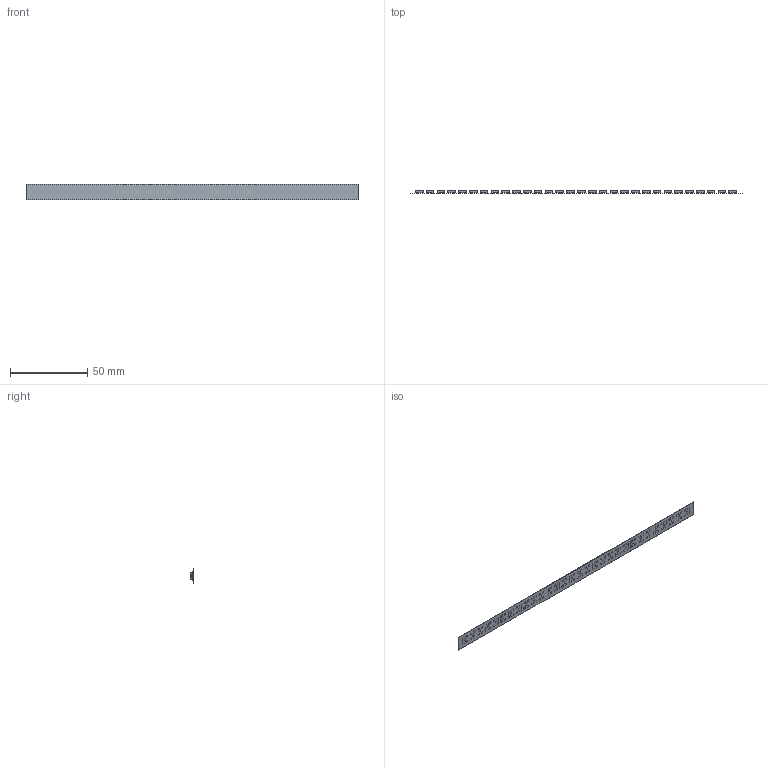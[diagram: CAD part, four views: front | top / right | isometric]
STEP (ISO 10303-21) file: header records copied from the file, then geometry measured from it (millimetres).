
FILE_DESCRIPTION(('FreeCAD Model'),'2;1');
FILE_NAME( 'WS2812x30.step', '2020-10-28T22:07:41',('Anool Mahidharia'),('WyoLum'), 'Open CASCADE STEP processor 7.4','FreeCAD','Unknown');
FILE_SCHEMA(('AUTOMOTIVE_DESIGN { 1 0 10303 214 1 1 1 1 }'));
Length unit declared in the file: millimetre
Products named in the file (4): LED; Body; Array; WS2812_RGB_LED001
Assembly tree (32 placements, depth 3):
  LED
    Body
    Array
      WS2812_RGB_LED001  x30
Bounding box: 215 x 1.9 x 10 mm (x, y, z)
Volume: 1424.1 mm3; surface area: 7035.9 mm2
Topology: 31 solids, 31 shells, 1746 faces, 5292 edges, 3668 vertices
Faces by surface type: plane 1326, cylinder 390, cone 30
Full cylindrical faces by diameter (mm): 1.146 x30
Entity records: 2874 total; most frequent: DIRECTION 426, CARTESIAN_POINT 417, ORIENTED_EDGE 376, EDGE_CURVE 188, AXIS2_PLACEMENT_3D 143, LINE 140, VECTOR 140, VERTEX_POINT 130
